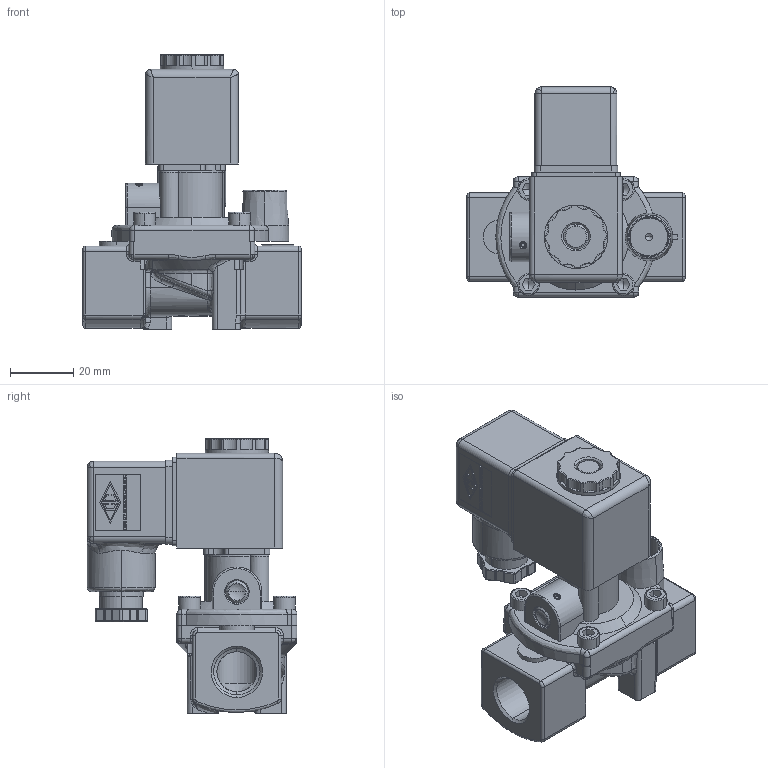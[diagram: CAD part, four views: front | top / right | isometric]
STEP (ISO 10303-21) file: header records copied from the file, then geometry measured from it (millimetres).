
FILE_DESCRIPTION (( 'STEP AP214' ), '1' );
FILE_NAME ('DVD-2AC3A-120A.step', '2016-04-27T15:05:18', ( '' ), ( '' ), 'SwSTEP 2.0', 'SolidWorks 2015', '' );
FILE_SCHEMA (( 'AUTOMOTIVE_DESIGN' ));
Length unit declared in the file: inch
Products named in the file (1): DVD-2AC3A-120A
Bounding box: 69.14 x 66.55 x 87.15 mm (x, y, z)
Volume: 94448.8 mm3; surface area: 45846.6 mm2
Topology: 8 solids, 8 shells, 1959 faces, 5123 edges, 3200 vertices
Faces by surface type: plane 871, bspline 517, cylinder 435, cone 121, torus 15
Entity records: 100061 total; most frequent: CARTESIAN_POINT 30081, ORIENTED_EDGE 10052, DIRECTION 8137, EDGE_CURVE 5026, VERTEX_POINT 3200, LINE 2775, VECTOR 2775, AXIS2_PLACEMENT_3D 2681
